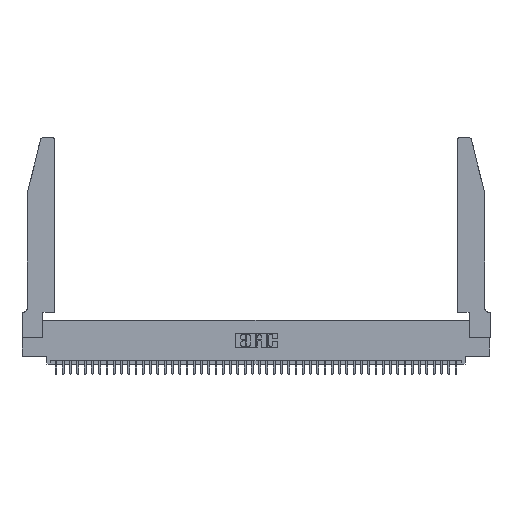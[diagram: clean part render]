
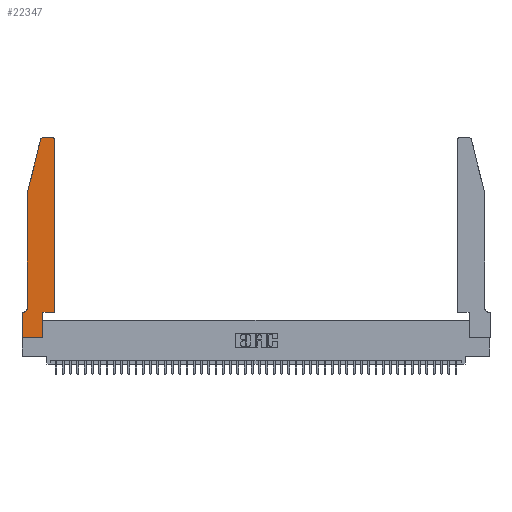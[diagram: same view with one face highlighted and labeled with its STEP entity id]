
A CAD part, top view. The second image highlights one B-rep face of the part: STEP entity #22347.
In plain terms, the highlighted planar face has unit normal (0, 0, 1).
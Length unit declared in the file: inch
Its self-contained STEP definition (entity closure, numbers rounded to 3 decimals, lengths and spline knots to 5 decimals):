
#2086 = LINE ( 'NONE', #19445, #10665 ) ;
#2137 = ORIENTED_EDGE ( 'NONE', *, *, #25582, .T. ) ;
#2486 = DIRECTION ( 'NONE',  ( 1., 0., 0. ) ) ;
#2616 = CARTESIAN_POINT ( 'NONE',  ( 0.0055, 0.42, 0.37 ) ) ;
#2882 = CARTESIAN_POINT ( 'NONE',  ( 0., 0., 0.37 ) ) ;
#4032 = CARTESIAN_POINT ( 'NONE',  ( 0.0755, 0.42, 0.37 ) ) ;
#4905 = VECTOR ( 'NONE', #45875, 39.37008 ) ;
#5070 = CARTESIAN_POINT ( 'NONE',  ( 0., 0.35, 0.37 ) ) ;
#5866 = AXIS2_PLACEMENT_3D ( 'NONE', #2616, #28088, #6276 ) ;
#5924 = VERTEX_POINT ( 'NONE', #5070 ) ;
#6276 = DIRECTION ( 'NONE',  ( -1., 0., 0. ) ) ;
#6336 = VECTOR ( 'NONE', #31863, 39.37008 ) ;
#6349 = VECTOR ( 'NONE', #46984, 39.37008 ) ;
#6503 = AXIS2_PLACEMENT_3D ( 'NONE', #17225, #42576, #20899 ) ;
#6712 = VERTEX_POINT ( 'NONE', #30949 ) ;
#7465 = LINE ( 'NONE', #28217, #6336 ) ;
#8512 = VECTOR ( 'NONE', #37858, 39.37008 ) ;
#9673 = LINE ( 'NONE', #34195, #8512 ) ;
#9883 = EDGE_CURVE ( 'NONE', #11902, #10453, #43360, .T. ) ;
#10453 = VERTEX_POINT ( 'NONE', #27600 ) ;
#10665 = VECTOR ( 'NONE', #16098, 39.37008 ) ;
#11006 = AXIS2_PLACEMENT_3D ( 'NONE', #45986, #24325, #2486 ) ;
#11483 = ORIENTED_EDGE ( 'NONE', *, *, #21660, .T. ) ;
#11652 = LINE ( 'NONE', #26608, #40611 ) ;
#11820 = VECTOR ( 'NONE', #41869, 39.37008 ) ;
#11902 = VERTEX_POINT ( 'NONE', #20057 ) ;
#12853 = ORIENTED_EDGE ( 'NONE', *, *, #31452, .T. ) ;
#13017 = CARTESIAN_POINT ( 'NONE',  ( 0.4505, 0.35, 0.37 ) ) ;
#14272 = CARTESIAN_POINT ( 'NONE',  ( 0.284, 2.75, 0.37 ) ) ;
#14433 = VECTOR ( 'NONE', #45673, 39.37008 ) ;
#14566 = VERTEX_POINT ( 'NONE', #21986 ) ;
#14609 = LINE ( 'NONE', #24211, #4905 ) ;
#14650 = VECTOR ( 'NONE', #35660, 39.37008 ) ;
#14903 = LINE ( 'NONE', #18008, #6349 ) ;
#15810 = DIRECTION ( 'NONE',  ( 0., 1., 0. ) ) ;
#16045 = CARTESIAN_POINT ( 'NONE',  ( 0., 0., 0.37 ) ) ;
#16098 = DIRECTION ( 'NONE',  ( 1., 0., 0. ) ) ;
#17225 = CARTESIAN_POINT ( 'NONE',  ( 0., 0.35, 0.37 ) ) ;
#18008 = CARTESIAN_POINT ( 'NONE',  ( 0., 0., 0.37 ) ) ;
#18441 = VERTEX_POINT ( 'NONE', #25964 ) ;
#18954 = ORIENTED_EDGE ( 'NONE', *, *, #9883, .T. ) ;
#19445 = CARTESIAN_POINT ( 'NONE',  ( 0.4505, 0.35, 0.37 ) ) ;
#20057 = CARTESIAN_POINT ( 'NONE',  ( 0.4505, 0.35, 0.37 ) ) ;
#20899 = DIRECTION ( 'NONE',  ( 1., 0., 0. ) ) ;
#21500 = CARTESIAN_POINT ( 'NONE',  ( 0.4205, 2.72, 0.37 ) ) ;
#21555 = VERTEX_POINT ( 'NONE', #34745 ) ;
#21660 = EDGE_CURVE ( 'NONE', #34895, #44267, #35137, .T. ) ;
#21986 = CARTESIAN_POINT ( 'NONE',  ( 0.25487, 2.72718, 0.37 ) ) ;
#22347 = ADVANCED_FACE ( 'NONE', ( #35036 ), #38961, .T. ) ;
#24211 = CARTESIAN_POINT ( 'NONE',  ( 0.0755, 2., 0.37 ) ) ;
#24325 = DIRECTION ( 'NONE',  ( 0., 0., 1. ) ) ;
#24364 = VERTEX_POINT ( 'NONE', #43604 ) ;
#25141 = DIRECTION ( 'NONE',  ( 1., 0., 0. ) ) ;
#25462 = LINE ( 'NONE', #2882, #14650 ) ;
#25582 = EDGE_CURVE ( 'NONE', #38148, #21555, #14903, .T. ) ;
#25964 = CARTESIAN_POINT ( 'NONE',  ( 0.0755, 2., 0.37 ) ) ;
#26608 = CARTESIAN_POINT ( 'NONE',  ( 0.2865, 0.35, 0.37 ) ) ;
#26848 = EDGE_CURVE ( 'NONE', #6712, #40297, #9673, .T. ) ;
#27098 = ORIENTED_EDGE ( 'NONE', *, *, #26848, .T. ) ;
#27188 = EDGE_CURVE ( 'NONE', #10453, #6712, #43120, .T. ) ;
#27600 = CARTESIAN_POINT ( 'NONE',  ( 0.4505, 2.72, 0.37 ) ) ;
#28088 = DIRECTION ( 'NONE',  ( 0., 0., -1. ) ) ;
#28217 = CARTESIAN_POINT ( 'NONE',  ( 0.0755, 2., 0.37 ) ) ;
#30281 = EDGE_CURVE ( 'NONE', #44267, #5924, #41906, .T. ) ;
#30949 = CARTESIAN_POINT ( 'NONE',  ( 0.4205, 2.75, 0.37 ) ) ;
#31155 = EDGE_CURVE ( 'NONE', #5924, #38148, #25462, .T. ) ;
#31452 = EDGE_CURVE ( 'NONE', #24364, #11902, #2086, .T. ) ;
#31636 = EDGE_CURVE ( 'NONE', #14566, #18441, #14609, .T. ) ;
#31863 = DIRECTION ( 'NONE',  ( 0., -1., 0. ) ) ;
#32809 = EDGE_CURVE ( 'NONE', #21555, #24364, #11652, .T. ) ;
#33667 = EDGE_LOOP ( 'NONE', ( #27098, #44037, #34634, #38176, #11483, #34186, #38566, #2137, #35175, #12853, #18954, #44938 ) ) ;
#34186 = ORIENTED_EDGE ( 'NONE', *, *, #30281, .T. ) ;
#34195 = CARTESIAN_POINT ( 'NONE',  ( 0.2605, 2.75, 0.37 ) ) ;
#34504 = EDGE_CURVE ( 'NONE', #18441, #34895, #7465, .T. ) ;
#34634 = ORIENTED_EDGE ( 'NONE', *, *, #31636, .T. ) ;
#34745 = CARTESIAN_POINT ( 'NONE',  ( 0.2865, 0., 0.37 ) ) ;
#34895 = VERTEX_POINT ( 'NONE', #4032 ) ;
#35036 = FACE_OUTER_BOUND ( 'NONE', #33667, .T. ) ;
#35137 = CIRCLE ( 'NONE', #5866, 0.07 ) ;
#35175 = ORIENTED_EDGE ( 'NONE', *, *, #32809, .T. ) ;
#35660 = DIRECTION ( 'NONE',  ( 0., -1., 0. ) ) ;
#36164 = AXIS2_PLACEMENT_3D ( 'NONE', #21500, #46817, #25141 ) ;
#37858 = DIRECTION ( 'NONE',  ( -1., 0., 0. ) ) ;
#38148 = VERTEX_POINT ( 'NONE', #16045 ) ;
#38176 = ORIENTED_EDGE ( 'NONE', *, *, #34504, .T. ) ;
#38248 = CARTESIAN_POINT ( 'NONE',  ( 0.0755, 0.35, 0.37 ) ) ;
#38566 = ORIENTED_EDGE ( 'NONE', *, *, #31155, .T. ) ;
#38961 = PLANE ( 'NONE',  #6503 ) ;
#40297 = VERTEX_POINT ( 'NONE', #14272 ) ;
#40611 = VECTOR ( 'NONE', #15810, 39.37008 ) ;
#41869 = DIRECTION ( 'NONE',  ( -1., 0., 0. ) ) ;
#41906 = LINE ( 'NONE', #38248, #11820 ) ;
#42576 = DIRECTION ( 'NONE',  ( 0., 0., 1. ) ) ;
#43120 = CIRCLE ( 'NONE', #36164, 0.03 ) ;
#43360 = LINE ( 'NONE', #13017, #14433 ) ;
#43604 = CARTESIAN_POINT ( 'NONE',  ( 0.2865, 0.35, 0.37 ) ) ;
#43678 = EDGE_CURVE ( 'NONE', #40297, #14566, #43762, .T. ) ;
#43762 = CIRCLE ( 'NONE', #11006, 0.03 ) ;
#44037 = ORIENTED_EDGE ( 'NONE', *, *, #43678, .T. ) ;
#44267 = VERTEX_POINT ( 'NONE', #46078 ) ;
#44938 = ORIENTED_EDGE ( 'NONE', *, *, #27188, .T. ) ;
#45673 = DIRECTION ( 'NONE',  ( 0., 1., 0. ) ) ;
#45875 = DIRECTION ( 'NONE',  ( -0.239, -0.971, 0. ) ) ;
#45986 = CARTESIAN_POINT ( 'NONE',  ( 0.284, 2.72, 0.37 ) ) ;
#46078 = CARTESIAN_POINT ( 'NONE',  ( 0.0055, 0.35, 0.37 ) ) ;
#46817 = DIRECTION ( 'NONE',  ( 0., 0., 1. ) ) ;
#46984 = DIRECTION ( 'NONE',  ( 1., 0., 0. ) ) ;
